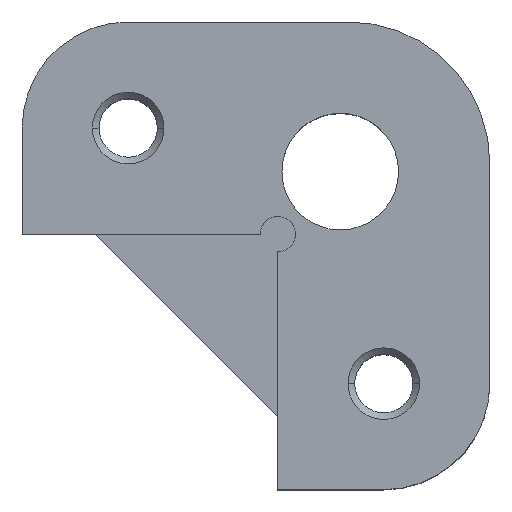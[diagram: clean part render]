
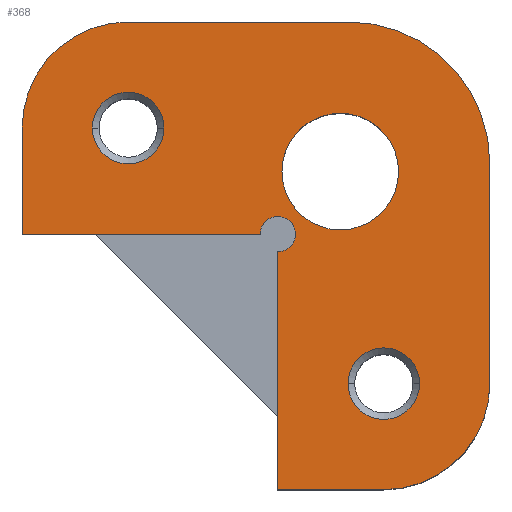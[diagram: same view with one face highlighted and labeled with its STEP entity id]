
A CAD part, top view. The second image highlights one B-rep face of the part: STEP entity #368.
In plain terms, the highlighted planar face has unit normal (0, 0, 1).
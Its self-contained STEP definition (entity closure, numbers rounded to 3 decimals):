
#8 = CARTESIAN_POINT ( 'NONE',  ( 4.5, -19., 10. ) ) ;
#12 = ORIENTED_EDGE ( 'NONE', *, *, #436, .T. ) ;
#15 = CARTESIAN_POINT ( 'NONE',  ( -0.664, -19.464, 10. ) ) ;
#20 = DIRECTION ( 'NONE',  ( -1., 0., 0. ) ) ;
#21 = CIRCLE ( 'NONE', #625, 3.3 ) ;
#24 = DIRECTION ( 'NONE',  ( -1., 0., 0. ) ) ;
#28 = EDGE_CURVE ( 'NONE', #580, #376, #686, .T. ) ;
#32 = ORIENTED_EDGE ( 'NONE', *, *, #675, .T. ) ;
#46 = CIRCLE ( 'NONE', #528, 1. ) ;
#47 = DIRECTION ( 'NONE',  ( 1., 0., 0. ) ) ;
#55 = LINE ( 'NONE', #771, #714 ) ;
#56 = VERTEX_POINT ( 'NONE', #229 ) ;
#68 = ORIENTED_EDGE ( 'NONE', *, *, #735, .F. ) ;
#75 = VECTOR ( 'NONE', #817, 1000. ) ;
#76 = DIRECTION ( 'NONE',  ( 0., -1., 0. ) ) ;
#79 = CARTESIAN_POINT ( 'NONE',  ( -3.964, -19.464, 10. ) ) ;
#83 = CIRCLE ( 'NONE', #665, 6. ) ;
#84 = AXIS2_PLACEMENT_3D ( 'NONE', #776, #517, #267 ) ;
#85 = DIRECTION ( 'NONE',  ( 0., 0., 1. ) ) ;
#90 = ORIENTED_EDGE ( 'NONE', *, *, #542, .T. ) ;
#91 = CARTESIAN_POINT ( 'NONE',  ( -3.964, -19.464, 10. ) ) ;
#93 = LINE ( 'NONE', #8, #181 ) ;
#97 = FACE_BOUND ( 'NONE', #98, .T. ) ;
#98 = EDGE_LOOP ( 'NONE', ( #185, #264 ) ) ;
#99 = VERTEX_POINT ( 'NONE', #15 ) ;
#114 = CARTESIAN_POINT ( 'NONE',  ( -15.964, -11., 10. ) ) ;
#127 = AXIS2_PLACEMENT_3D ( 'NONE', #240, #360, #47 ) ;
#132 = ORIENTED_EDGE ( 'NONE', *, *, #308, .F. ) ;
#139 = LINE ( 'NONE', #467, #755 ) ;
#149 = DIRECTION ( 'NONE',  ( 0., 0., -1. ) ) ;
#163 = DIRECTION ( 'NONE',  ( 0., 0., 1. ) ) ;
#167 = DIRECTION ( 'NONE',  ( -1., 0., 0. ) ) ;
#175 = VERTEX_POINT ( 'NONE', #460 ) ;
#178 = CARTESIAN_POINT ( 'NONE',  ( -21.964, -23., 10. ) ) ;
#181 = VECTOR ( 'NONE', #76, 1000. ) ;
#185 = ORIENTED_EDGE ( 'NONE', *, *, #287, .F. ) ;
#203 = VERTEX_POINT ( 'NONE', #503 ) ;
#212 = VERTEX_POINT ( 'NONE', #381 ) ;
#222 = CIRCLE ( 'NONE', #624, 2.025 ) ;
#225 = CARTESIAN_POINT ( 'NONE',  ( -7.5, -24., 10. ) ) ;
#229 = CARTESIAN_POINT ( 'NONE',  ( -7.5, -24., 10. ) ) ;
#232 = CIRCLE ( 'NONE', #342, 8. ) ;
#235 = DIRECTION ( 'NONE',  ( 0., 0., 1. ) ) ;
#236 = PLANE ( 'NONE',  #646 ) ;
#239 = ORIENTED_EDGE ( 'NONE', *, *, #762, .F. ) ;
#240 = CARTESIAN_POINT ( 'NONE',  ( -1.5, -31.464, 10. ) ) ;
#244 = VERTEX_POINT ( 'NONE', #321 ) ;
#255 = AXIS2_PLACEMENT_3D ( 'NONE', #598, #661, #277 ) ;
#264 = ORIENTED_EDGE ( 'NONE', *, *, #373, .F. ) ;
#267 = DIRECTION ( 'NONE',  ( -1., 0., 0. ) ) ;
#277 = DIRECTION ( 'NONE',  ( 1., 0., 0. ) ) ;
#287 = EDGE_CURVE ( 'NONE', #660, #641, #222, .T. ) ;
#289 = CARTESIAN_POINT ( 'NONE',  ( -15.964, -17., 10. ) ) ;
#293 = CARTESIAN_POINT ( 'NONE',  ( -3.5, -11., 10. ) ) ;
#297 = CARTESIAN_POINT ( 'NONE',  ( 0.525, -31.464, 10. ) ) ;
#303 = ORIENTED_EDGE ( 'NONE', *, *, #586, .F. ) ;
#304 = DIRECTION ( 'NONE',  ( 1., 0., 0. ) ) ;
#306 = DIRECTION ( 'NONE',  ( 0., 0., -1. ) ) ;
#308 = EDGE_CURVE ( 'NONE', #709, #99, #759, .T. ) ;
#321 = CARTESIAN_POINT ( 'NONE',  ( -21.964, -23., 10. ) ) ;
#323 = CARTESIAN_POINT ( 'NONE',  ( -1.5, -31.464, 10. ) ) ;
#325 = EDGE_CURVE ( 'NONE', #244, #442, #640, .T. ) ;
#341 = VERTEX_POINT ( 'NONE', #561 ) ;
#342 = AXIS2_PLACEMENT_3D ( 'NONE', #348, #543, #740 ) ;
#348 = CARTESIAN_POINT ( 'NONE',  ( -3.5, -19., 10. ) ) ;
#353 = DIRECTION ( 'NONE',  ( 0., 0., 1. ) ) ;
#356 = EDGE_LOOP ( 'NONE', ( #32, #476, #739, #587, #713, #12, #471, #90, #450, #387 ) ) ;
#360 = DIRECTION ( 'NONE',  ( 0., 0., 1. ) ) ;
#363 = CARTESIAN_POINT ( 'NONE',  ( -1.5, -37.464, 10. ) ) ;
#368 = ADVANCED_FACE ( 'NONE', ( #414, #97, #741, #585 ), #236, .F. ) ;
#373 = EDGE_CURVE ( 'NONE', #641, #660, #699, .T. ) ;
#376 = VERTEX_POINT ( 'NONE', #114 ) ;
#381 = CARTESIAN_POINT ( 'NONE',  ( -13.939, -17., 10. ) ) ;
#386 = DIRECTION ( 'NONE',  ( 1., 0., 0. ) ) ;
#387 = ORIENTED_EDGE ( 'NONE', *, *, #717, .F. ) ;
#402 = DIRECTION ( 'NONE',  ( 1., 0., 0. ) ) ;
#414 = FACE_OUTER_BOUND ( 'NONE', #356, .T. ) ;
#424 = CARTESIAN_POINT ( 'NONE',  ( -3.525, -31.464, 10. ) ) ;
#429 = AXIS2_PLACEMENT_3D ( 'NONE', #79, #85, #783 ) ;
#436 = EDGE_CURVE ( 'NONE', #767, #376, #139, .T. ) ;
#442 = VERTEX_POINT ( 'NONE', #726 ) ;
#448 = DIRECTION ( 'NONE',  ( 0., -1., 0. ) ) ;
#450 = ORIENTED_EDGE ( 'NONE', *, *, #325, .T. ) ;
#459 = EDGE_CURVE ( 'NONE', #341, #721, #83, .T. ) ;
#460 = CARTESIAN_POINT ( 'NONE',  ( -17.989, -17., 10. ) ) ;
#461 = LINE ( 'NONE', #553, #621 ) ;
#467 = CARTESIAN_POINT ( 'NONE',  ( -3.5, -11., 10. ) ) ;
#471 = ORIENTED_EDGE ( 'NONE', *, *, #28, .F. ) ;
#476 = ORIENTED_EDGE ( 'NONE', *, *, #689, .F. ) ;
#503 = CARTESIAN_POINT ( 'NONE',  ( -7.5, -37.464, 10. ) ) ;
#517 = DIRECTION ( 'NONE',  ( 0., 0., -1. ) ) ;
#528 = AXIS2_PLACEMENT_3D ( 'NONE', #815, #235, #304 ) ;
#529 = CIRCLE ( 'NONE', #751, 2.025 ) ;
#534 = DIRECTION ( 'NONE',  ( 1., 0., 0. ) ) ;
#542 = EDGE_CURVE ( 'NONE', #580, #244, #55, .T. ) ;
#543 = DIRECTION ( 'NONE',  ( 0., 0., -1. ) ) ;
#553 = CARTESIAN_POINT ( 'NONE',  ( -1.5, -37.464, 10. ) ) ;
#556 = CARTESIAN_POINT ( 'NONE',  ( -7.264, -19.464, 10. ) ) ;
#561 = CARTESIAN_POINT ( 'NONE',  ( 4.5, -31.464, 10. ) ) ;
#563 = EDGE_CURVE ( 'NONE', #781, #341, #93, .T. ) ;
#580 = VERTEX_POINT ( 'NONE', #647 ) ;
#585 = FACE_BOUND ( 'NONE', #758, .T. ) ;
#586 = EDGE_CURVE ( 'NONE', #212, #175, #807, .T. ) ;
#587 = ORIENTED_EDGE ( 'NONE', *, *, #563, .F. ) ;
#590 = EDGE_CURVE ( 'NONE', #767, #781, #232, .T. ) ;
#598 = CARTESIAN_POINT ( 'NONE',  ( -15.964, -17., 10. ) ) ;
#614 = CARTESIAN_POINT ( 'NONE',  ( 4.5, -19., 10. ) ) ;
#621 = VECTOR ( 'NONE', #167, 1000. ) ;
#624 = AXIS2_PLACEMENT_3D ( 'NONE', #323, #775, #386 ) ;
#625 = AXIS2_PLACEMENT_3D ( 'NONE', #91, #353, #534 ) ;
#640 = LINE ( 'NONE', #178, #75 ) ;
#641 = VERTEX_POINT ( 'NONE', #424 ) ;
#646 = AXIS2_PLACEMENT_3D ( 'NONE', #691, #306, #753 ) ;
#647 = CARTESIAN_POINT ( 'NONE',  ( -21.964, -17., 10. ) ) ;
#656 = VECTOR ( 'NONE', #680, 1000. ) ;
#660 = VERTEX_POINT ( 'NONE', #297 ) ;
#661 = DIRECTION ( 'NONE',  ( 0., 0., 1. ) ) ;
#665 = AXIS2_PLACEMENT_3D ( 'NONE', #790, #149, #24 ) ;
#675 = EDGE_CURVE ( 'NONE', #56, #203, #825, .T. ) ;
#680 = DIRECTION ( 'NONE',  ( 0., -1., 0. ) ) ;
#686 = CIRCLE ( 'NONE', #84, 6. ) ;
#689 = EDGE_CURVE ( 'NONE', #721, #203, #461, .T. ) ;
#691 = CARTESIAN_POINT ( 'NONE',  ( -1.5, -31.464, 10. ) ) ;
#699 = CIRCLE ( 'NONE', #127, 2.025 ) ;
#709 = VERTEX_POINT ( 'NONE', #556 ) ;
#713 = ORIENTED_EDGE ( 'NONE', *, *, #590, .F. ) ;
#714 = VECTOR ( 'NONE', #448, 1000. ) ;
#717 = EDGE_CURVE ( 'NONE', #56, #442, #46, .T. ) ;
#721 = VERTEX_POINT ( 'NONE', #363 ) ;
#726 = CARTESIAN_POINT ( 'NONE',  ( -8.5, -23., 10. ) ) ;
#735 = EDGE_CURVE ( 'NONE', #99, #709, #21, .T. ) ;
#739 = ORIENTED_EDGE ( 'NONE', *, *, #459, .F. ) ;
#740 = DIRECTION ( 'NONE',  ( -1., 0., 0. ) ) ;
#741 = FACE_BOUND ( 'NONE', #799, .T. ) ;
#751 = AXIS2_PLACEMENT_3D ( 'NONE', #289, #163, #402 ) ;
#753 = DIRECTION ( 'NONE',  ( -1., 0., 0. ) ) ;
#755 = VECTOR ( 'NONE', #20, 1000. ) ;
#758 = EDGE_LOOP ( 'NONE', ( #68, #132 ) ) ;
#759 = CIRCLE ( 'NONE', #429, 3.3 ) ;
#762 = EDGE_CURVE ( 'NONE', #175, #212, #529, .T. ) ;
#767 = VERTEX_POINT ( 'NONE', #293 ) ;
#771 = CARTESIAN_POINT ( 'NONE',  ( -21.964, -17., 10. ) ) ;
#775 = DIRECTION ( 'NONE',  ( 0., 0., 1. ) ) ;
#776 = CARTESIAN_POINT ( 'NONE',  ( -15.964, -17., 10. ) ) ;
#781 = VERTEX_POINT ( 'NONE', #614 ) ;
#783 = DIRECTION ( 'NONE',  ( 1., 0., 0. ) ) ;
#790 = CARTESIAN_POINT ( 'NONE',  ( -1.5, -31.464, 10. ) ) ;
#799 = EDGE_LOOP ( 'NONE', ( #303, #239 ) ) ;
#807 = CIRCLE ( 'NONE', #255, 2.025 ) ;
#815 = CARTESIAN_POINT ( 'NONE',  ( -7.5, -23., 10. ) ) ;
#817 = DIRECTION ( 'NONE',  ( 1., 0., 0. ) ) ;
#825 = LINE ( 'NONE', #225, #656 ) ;
